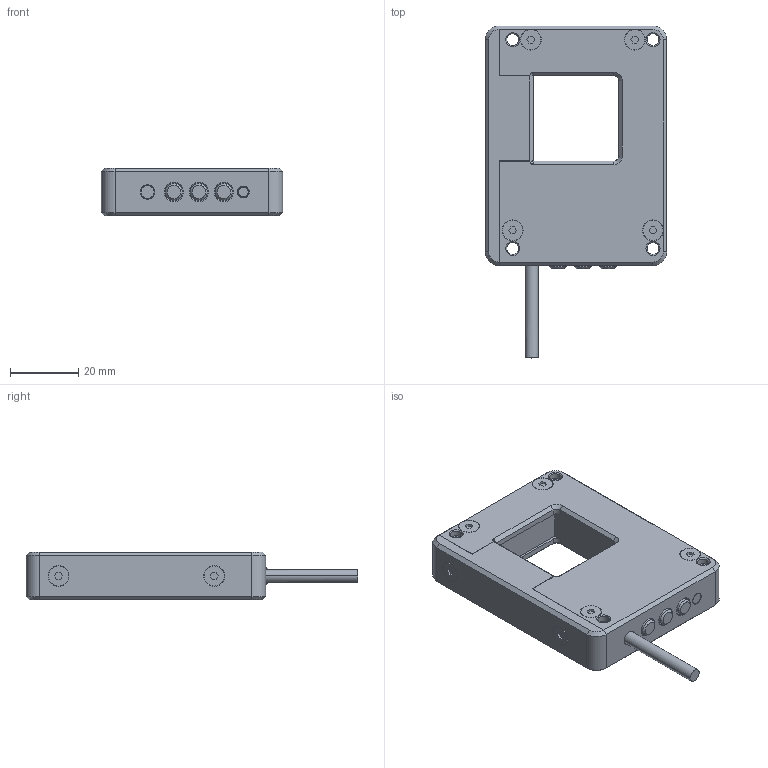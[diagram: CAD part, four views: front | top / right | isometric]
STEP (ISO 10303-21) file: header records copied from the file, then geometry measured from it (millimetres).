
FILE_DESCRIPTION((''),'2;1');
FILE_NAME('CK-25ZW_ASM','2021-12-11T11:17:26',('Administrator'),(''),'CREO PARAMETRIC BY PTC INC, 2018400','CREO PARAMETRIC BY PTC INC, 2018400','');
FILE_SCHEMA(('CONFIG_CONTROL_DESIGN'));
Length unit declared in the file: millimetre
Products named in the file (3): BOTTOM_SHELL-25X_; FENCE_25X_; CK-25ZW_ASM
Assembly tree (2 placements, depth 2):
  CK-25ZW_ASM
    BOTTOM_SHELL-25X_
    FENCE_25X_
Bounding box: 53 x 97 x 14 mm (x, y, z)
Volume: 41255.1 mm3; surface area: 19293.5 mm2
Topology: 5 solids, 13 shells, 770 faces, 1985 edges, 1275 vertices
Faces by surface type: plane 311, extrusion 219, cylinder 136, cone 100, torus 4
Entity records: 24234 total; most frequent: CARTESIAN_POINT 5930, ORIENTED_EDGE 3970, DIRECTION 3234, EDGE_CURVE 1985, VECTOR 1354, VERTEX_POINT 1279, LINE 1135, AXIS2_PLACEMENT_3D 940
